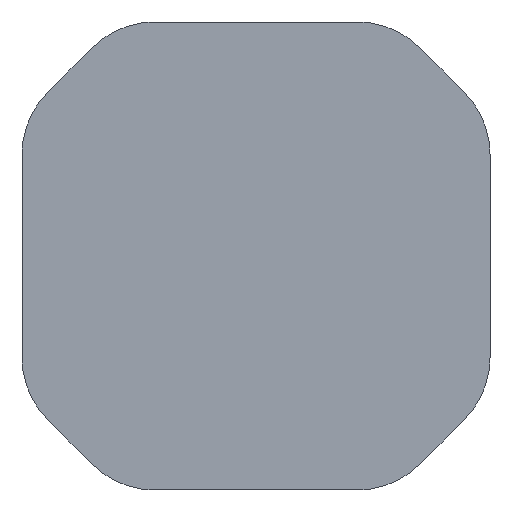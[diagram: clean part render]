
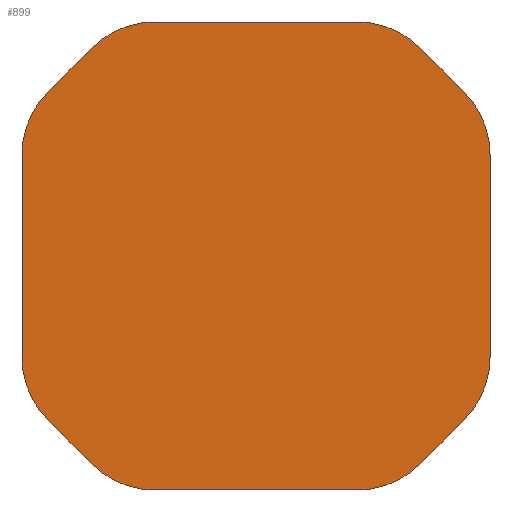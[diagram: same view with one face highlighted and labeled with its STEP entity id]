
A CAD part, left-side view. The second image highlights one B-rep face of the part: STEP entity #899.
In plain terms, the highlighted planar face has unit normal (-1, 0, 0).
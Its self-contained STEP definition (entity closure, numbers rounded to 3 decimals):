
#57=CIRCLE('',#975,1.8);
#59=CIRCLE('',#979,1.8);
#61=CIRCLE('',#983,1.8);
#63=CIRCLE('',#987,1.8);
#65=CIRCLE('',#991,1.8);
#67=CIRCLE('',#995,1.8);
#69=CIRCLE('',#999,1.8);
#71=CIRCLE('',#1003,1.8);
#129=FACE_OUTER_BOUND('',#180,.T.);
#180=EDGE_LOOP('',(#775,#776,#777,#778,#779,#780,#781,#782,#783,#784,#785,
#786,#787,#788,#789,#790));
#241=LINE('',#1447,#329);
#245=LINE('',#1459,#333);
#249=LINE('',#1471,#337);
#253=LINE('',#1483,#341);
#257=LINE('',#1495,#345);
#261=LINE('',#1507,#349);
#265=LINE('',#1519,#353);
#269=LINE('',#1531,#357);
#329=VECTOR('',#1182,10.);
#333=VECTOR('',#1194,10.);
#337=VECTOR('',#1206,10.);
#341=VECTOR('',#1218,10.);
#345=VECTOR('',#1230,10.);
#349=VECTOR('',#1242,10.);
#353=VECTOR('',#1254,10.);
#357=VECTOR('',#1266,10.);
#409=VERTEX_POINT('',#1444);
#410=VERTEX_POINT('',#1446);
#412=VERTEX_POINT('',#1452);
#414=VERTEX_POINT('',#1458);
#416=VERTEX_POINT('',#1464);
#418=VERTEX_POINT('',#1470);
#420=VERTEX_POINT('',#1476);
#422=VERTEX_POINT('',#1482);
#424=VERTEX_POINT('',#1488);
#426=VERTEX_POINT('',#1494);
#428=VERTEX_POINT('',#1500);
#430=VERTEX_POINT('',#1506);
#432=VERTEX_POINT('',#1512);
#434=VERTEX_POINT('',#1518);
#436=VERTEX_POINT('',#1524);
#438=VERTEX_POINT('',#1530);
#521=EDGE_CURVE('',#410,#409,#241,.T.);
#524=EDGE_CURVE('',#412,#410,#57,.T.);
#527=EDGE_CURVE('',#414,#412,#245,.T.);
#530=EDGE_CURVE('',#416,#414,#59,.T.);
#533=EDGE_CURVE('',#418,#416,#249,.T.);
#536=EDGE_CURVE('',#420,#418,#61,.T.);
#539=EDGE_CURVE('',#422,#420,#253,.T.);
#542=EDGE_CURVE('',#424,#422,#63,.T.);
#545=EDGE_CURVE('',#426,#424,#257,.T.);
#548=EDGE_CURVE('',#428,#426,#65,.T.);
#551=EDGE_CURVE('',#430,#428,#261,.T.);
#554=EDGE_CURVE('',#432,#430,#67,.T.);
#557=EDGE_CURVE('',#434,#432,#265,.T.);
#560=EDGE_CURVE('',#436,#434,#69,.T.);
#563=EDGE_CURVE('',#438,#436,#269,.T.);
#566=EDGE_CURVE('',#409,#438,#71,.T.);
#775=ORIENTED_EDGE('',*,*,#566,.T.);
#776=ORIENTED_EDGE('',*,*,#563,.T.);
#777=ORIENTED_EDGE('',*,*,#560,.T.);
#778=ORIENTED_EDGE('',*,*,#557,.T.);
#779=ORIENTED_EDGE('',*,*,#554,.T.);
#780=ORIENTED_EDGE('',*,*,#551,.T.);
#781=ORIENTED_EDGE('',*,*,#548,.T.);
#782=ORIENTED_EDGE('',*,*,#545,.T.);
#783=ORIENTED_EDGE('',*,*,#542,.T.);
#784=ORIENTED_EDGE('',*,*,#539,.T.);
#785=ORIENTED_EDGE('',*,*,#536,.T.);
#786=ORIENTED_EDGE('',*,*,#533,.T.);
#787=ORIENTED_EDGE('',*,*,#530,.T.);
#788=ORIENTED_EDGE('',*,*,#527,.T.);
#789=ORIENTED_EDGE('',*,*,#524,.T.);
#790=ORIENTED_EDGE('',*,*,#521,.T.);
#848=PLANE('',#1004);
#899=ADVANCED_FACE('',(#129),#848,.F.);
#975=AXIS2_PLACEMENT_3D('',#1453,#1188,#1189);
#979=AXIS2_PLACEMENT_3D('',#1465,#1200,#1201);
#983=AXIS2_PLACEMENT_3D('',#1477,#1212,#1213);
#987=AXIS2_PLACEMENT_3D('',#1489,#1224,#1225);
#991=AXIS2_PLACEMENT_3D('',#1501,#1236,#1237);
#995=AXIS2_PLACEMENT_3D('',#1513,#1248,#1249);
#999=AXIS2_PLACEMENT_3D('',#1525,#1260,#1261);
#1003=AXIS2_PLACEMENT_3D('',#1535,#1272,#1273);
#1004=AXIS2_PLACEMENT_3D('',#1536,#1274,#1275);
#1182=DIRECTION('',(0.,1.,0.));
#1188=DIRECTION('center_axis',(-1.,0.,0.));
#1189=DIRECTION('ref_axis',(0.,-0.383,0.924));
#1194=DIRECTION('',(0.,0.707,0.707));
#1200=DIRECTION('center_axis',(-1.,0.,0.));
#1201=DIRECTION('ref_axis',(0.,-0.924,0.383));
#1206=DIRECTION('',(0.,0.,1.));
#1212=DIRECTION('center_axis',(-1.,0.,0.));
#1213=DIRECTION('ref_axis',(0.,-0.924,-0.383));
#1218=DIRECTION('',(0.,-0.707,0.707));
#1224=DIRECTION('center_axis',(-1.,0.,0.));
#1225=DIRECTION('ref_axis',(0.,-0.383,-0.924));
#1230=DIRECTION('',(0.,-1.,0.));
#1236=DIRECTION('center_axis',(-1.,0.,0.));
#1237=DIRECTION('ref_axis',(0.,0.383,-0.924));
#1242=DIRECTION('',(0.,-0.707,-0.707));
#1248=DIRECTION('center_axis',(-1.,0.,0.));
#1249=DIRECTION('ref_axis',(0.,0.924,-0.383));
#1254=DIRECTION('',(0.,0.,-1.));
#1260=DIRECTION('center_axis',(-1.,0.,0.));
#1261=DIRECTION('ref_axis',(0.,0.924,0.383));
#1266=DIRECTION('',(0.,0.707,-0.707));
#1272=DIRECTION('center_axis',(-1.,0.,0.));
#1273=DIRECTION('ref_axis',(0.,0.383,0.924));
#1274=DIRECTION('center_axis',(1.,0.,0.));
#1275=DIRECTION('ref_axis',(0.,0.,-1.));
#1444=CARTESIAN_POINT('',(50.,27.236,11.804));
#1446=CARTESIAN_POINT('',(50.,23.065,11.804));
#1447=CARTESIAN_POINT('',(50.,24.107,11.804));
#1452=CARTESIAN_POINT('',(50.,21.792,11.277));
#1453=CARTESIAN_POINT('Origin',(50.,23.065,10.004));
#1458=CARTESIAN_POINT('',(50.,20.878,10.363));
#1459=CARTESIAN_POINT('',(50.,21.106,10.592));
#1464=CARTESIAN_POINT('',(50.,20.35,9.09));
#1465=CARTESIAN_POINT('Origin',(50.,22.15,9.09));
#1470=CARTESIAN_POINT('',(50.,20.35,4.919));
#1471=CARTESIAN_POINT('',(50.,20.35,5.962));
#1476=CARTESIAN_POINT('',(50.,20.878,3.646));
#1477=CARTESIAN_POINT('Origin',(50.,22.15,4.919));
#1482=CARTESIAN_POINT('',(50.,21.792,2.732));
#1483=CARTESIAN_POINT('',(50.,21.563,2.96));
#1488=CARTESIAN_POINT('',(50.,23.065,2.204));
#1489=CARTESIAN_POINT('Origin',(50.,23.065,4.004));
#1494=CARTESIAN_POINT('',(50.,27.236,2.204));
#1495=CARTESIAN_POINT('',(50.,26.193,2.204));
#1500=CARTESIAN_POINT('',(50.,28.509,2.732));
#1501=CARTESIAN_POINT('Origin',(50.,27.236,4.004));
#1506=CARTESIAN_POINT('',(50.,29.423,3.646));
#1507=CARTESIAN_POINT('',(50.,29.195,3.417));
#1512=CARTESIAN_POINT('',(50.,29.95,4.919));
#1513=CARTESIAN_POINT('Origin',(50.,28.15,4.919));
#1518=CARTESIAN_POINT('',(50.,29.95,9.09));
#1519=CARTESIAN_POINT('',(50.,29.95,8.047));
#1524=CARTESIAN_POINT('',(50.,29.423,10.363));
#1525=CARTESIAN_POINT('Origin',(50.,28.15,9.09));
#1530=CARTESIAN_POINT('',(50.,28.509,11.277));
#1531=CARTESIAN_POINT('',(50.,28.737,11.049));
#1535=CARTESIAN_POINT('Origin',(50.,27.236,10.004));
#1536=CARTESIAN_POINT('Origin',(50.,25.15,7.004));
